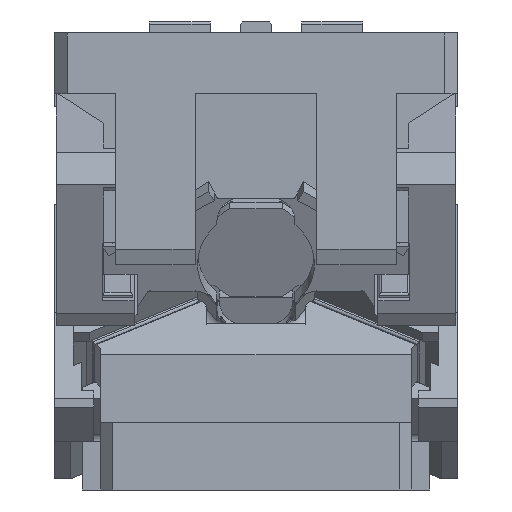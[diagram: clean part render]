
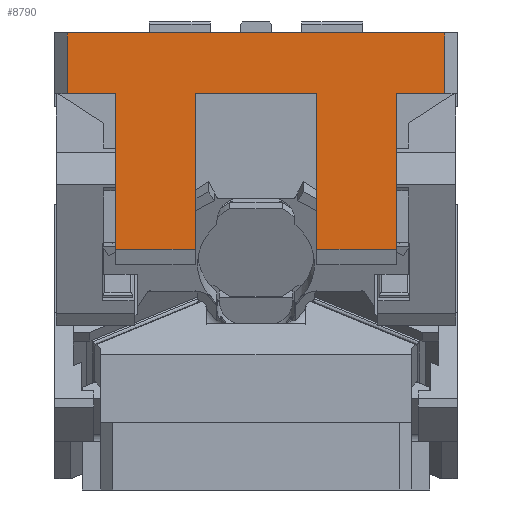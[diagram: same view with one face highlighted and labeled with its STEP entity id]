
A CAD part, left-side view. The second image highlights one B-rep face of the part: STEP entity #8790.
In plain terms, the highlighted planar face has unit normal (-1, 0, 0).
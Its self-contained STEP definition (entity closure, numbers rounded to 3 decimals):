
#237=CARTESIAN_POINT('Vertex',(-340.,-155.,195.)) ;
#240=CARTESIAN_POINT('Line Origine',(-340.,-135.,195.)) ;
#244=CARTESIAN_POINT('Vertex',(-340.,-115.,195.)) ;
#2814=CARTESIAN_POINT('Vertex',(-340.,155.,245.)) ;
#2828=CARTESIAN_POINT('Vertex',(-340.,155.,195.)) ;
#2831=CARTESIAN_POINT('Line Origine',(-340.,155.,220.)) ;
#3108=CARTESIAN_POINT('Vertex',(-340.,-155.,245.)) ;
#3111=CARTESIAN_POINT('Line Origine',(-340.,-155.,220.)) ;
#3545=CARTESIAN_POINT('Vertex',(-340.,-50.,195.)) ;
#3548=CARTESIAN_POINT('Line Origine',(-340.,0.,195.)) ;
#3552=CARTESIAN_POINT('Vertex',(-340.,50.,195.)) ;
#5002=CARTESIAN_POINT('Vertex',(-340.,50.,67.538)) ;
#5005=CARTESIAN_POINT('Line Origine',(-340.,82.5,67.538)) ;
#5009=CARTESIAN_POINT('Vertex',(-340.,115.,67.538)) ;
#5041=CARTESIAN_POINT('Line Origine',(-340.,50.,131.269)) ;
#6751=CARTESIAN_POINT('Vertex',(-340.,-115.,67.538)) ;
#6754=CARTESIAN_POINT('Line Origine',(-340.,-115.,131.269)) ;
#6780=CARTESIAN_POINT('Vertex',(-340.,-50.,67.538)) ;
#6783=CARTESIAN_POINT('Line Origine',(-340.,-82.5,67.538)) ;
#6800=CARTESIAN_POINT('Line Origine',(-340.,-50.,131.269)) ;
#8725=CARTESIAN_POINT('Line Origine',(-340.,115.,131.269)) ;
#8729=CARTESIAN_POINT('Vertex',(-340.,115.,195.)) ;
#8761=CARTESIAN_POINT('Axis2P3D Location',(-340.,-165.,195.)) ;
#8766=CARTESIAN_POINT('Line Origine',(-340.,0.,245.)) ;
#8771=CARTESIAN_POINT('Line Origine',(-340.,135.,195.)) ;
#241=DIRECTION('Vector Direction',(0.,1.,0.)) ;
#2832=DIRECTION('Vector Direction',(0.,0.,-1.)) ;
#3112=DIRECTION('Vector Direction',(0.,0.,1.)) ;
#3549=DIRECTION('Vector Direction',(0.,1.,0.)) ;
#5006=DIRECTION('Vector Direction',(0.,-1.,0.)) ;
#5042=DIRECTION('Vector Direction',(0.,0.,-1.)) ;
#6755=DIRECTION('Vector Direction',(0.,0.,1.)) ;
#6784=DIRECTION('Vector Direction',(0.,-1.,0.)) ;
#6801=DIRECTION('Vector Direction',(0.,0.,-1.)) ;
#8726=DIRECTION('Vector Direction',(0.,0.,1.)) ;
#8762=DIRECTION('Axis2P3D Direction',(1.,0.,0.)) ;
#8763=DIRECTION('Axis2P3D XDirection',(0.,0.,1.)) ;
#8767=DIRECTION('Vector Direction',(0.,1.,0.)) ;
#8772=DIRECTION('Vector Direction',(0.,1.,0.)) ;
#8764=AXIS2_PLACEMENT_3D('Plane Axis2P3D',#8761,#8762,#8763) ;
#8777=ORIENTED_EDGE('',*,*,#6758,.T.) ;
#8778=ORIENTED_EDGE('',*,*,#246,.F.) ;
#8779=ORIENTED_EDGE('',*,*,#3115,.T.) ;
#8780=ORIENTED_EDGE('',*,*,#8770,.T.) ;
#8781=ORIENTED_EDGE('',*,*,#2835,.T.) ;
#8782=ORIENTED_EDGE('',*,*,#8775,.F.) ;
#8783=ORIENTED_EDGE('',*,*,#8731,.F.) ;
#8784=ORIENTED_EDGE('',*,*,#5011,.T.) ;
#8785=ORIENTED_EDGE('',*,*,#5045,.F.) ;
#8786=ORIENTED_EDGE('',*,*,#3554,.F.) ;
#8787=ORIENTED_EDGE('',*,*,#6804,.F.) ;
#8788=ORIENTED_EDGE('',*,*,#6787,.T.) ;
#242=VECTOR('Line Direction',#241,1.) ;
#2833=VECTOR('Line Direction',#2832,1.) ;
#3113=VECTOR('Line Direction',#3112,1.) ;
#3550=VECTOR('Line Direction',#3549,1.) ;
#5007=VECTOR('Line Direction',#5006,1.) ;
#5043=VECTOR('Line Direction',#5042,1.) ;
#6756=VECTOR('Line Direction',#6755,1.) ;
#6785=VECTOR('Line Direction',#6784,1.) ;
#6802=VECTOR('Line Direction',#6801,1.) ;
#8727=VECTOR('Line Direction',#8726,1.) ;
#8768=VECTOR('Line Direction',#8767,1.) ;
#8773=VECTOR('Line Direction',#8772,1.) ;
#8790=ADVANCED_FACE('CAM HOLDER',(#8789),#8765,.F.) ;
#246=EDGE_CURVE('',#238,#245,#243,.T.) ;
#2835=EDGE_CURVE('',#2815,#2829,#2834,.T.) ;
#3115=EDGE_CURVE('',#238,#3109,#3114,.T.) ;
#3554=EDGE_CURVE('',#3546,#3553,#3551,.T.) ;
#5011=EDGE_CURVE('',#5010,#5003,#5008,.T.) ;
#5045=EDGE_CURVE('',#3553,#5003,#5044,.T.) ;
#6758=EDGE_CURVE('',#6752,#245,#6757,.T.) ;
#6787=EDGE_CURVE('',#6781,#6752,#6786,.T.) ;
#6804=EDGE_CURVE('',#6781,#3546,#6803,.F.) ;
#8731=EDGE_CURVE('',#5010,#8730,#8728,.T.) ;
#8770=EDGE_CURVE('',#3109,#2815,#8769,.T.) ;
#8775=EDGE_CURVE('',#8730,#2829,#8774,.T.) ;
#8776=EDGE_LOOP('',(#8777,#8778,#8779,#8780,#8781,#8782,#8783,#8784,#8785,#8786,#8787,#8788)) ;
#8789=FACE_OUTER_BOUND('',#8776,.T.) ;
#243=LINE('Line',#240,#242) ;
#2834=LINE('Line',#2831,#2833) ;
#3114=LINE('Line',#3111,#3113) ;
#3551=LINE('Line',#3548,#3550) ;
#5008=LINE('Line',#5005,#5007) ;
#5044=LINE('Line',#5041,#5043) ;
#6757=LINE('Line',#6754,#6756) ;
#6786=LINE('Line',#6783,#6785) ;
#6803=LINE('Line',#6800,#6802) ;
#8728=LINE('Line',#8725,#8727) ;
#8769=LINE('Line',#8766,#8768) ;
#8774=LINE('Line',#8771,#8773) ;
#8765=PLANE('Plane',#8764) ;
#238=VERTEX_POINT('',#237) ;
#245=VERTEX_POINT('',#244) ;
#2815=VERTEX_POINT('',#2814) ;
#2829=VERTEX_POINT('',#2828) ;
#3109=VERTEX_POINT('',#3108) ;
#3546=VERTEX_POINT('',#3545) ;
#3553=VERTEX_POINT('',#3552) ;
#5003=VERTEX_POINT('',#5002) ;
#5010=VERTEX_POINT('',#5009) ;
#6752=VERTEX_POINT('',#6751) ;
#6781=VERTEX_POINT('',#6780) ;
#8730=VERTEX_POINT('',#8729) ;
